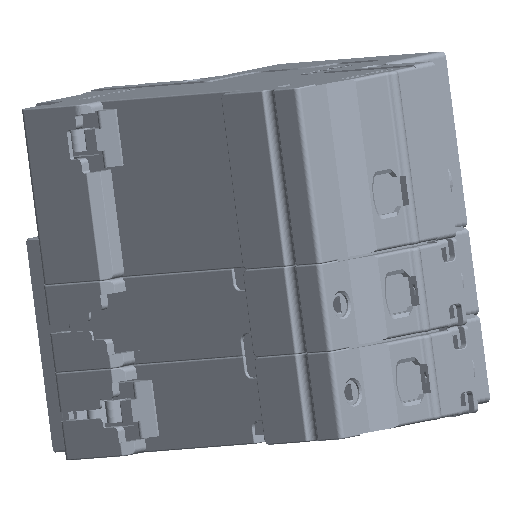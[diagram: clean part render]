
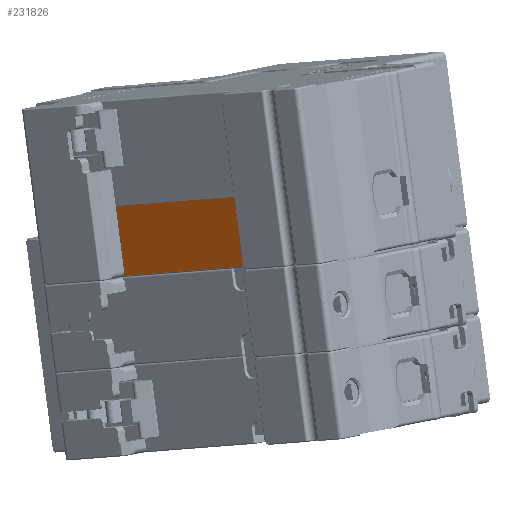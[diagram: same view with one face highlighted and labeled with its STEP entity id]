
A CAD part, front view. The second image highlights one B-rep face of the part: STEP entity #231826.
In plain terms, the highlighted planar face has unit normal (0.626, 0.769, 0.127).
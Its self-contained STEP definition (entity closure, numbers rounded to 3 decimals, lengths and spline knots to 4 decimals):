
#221890=DIRECTION('',(0.769,-0.636,0.06));
#221891=VECTOR('',#221890,1.4567);
#221892=CARTESIAN_POINT('',(0.5942,1.5695,
0.7531));
#221893=LINE('',#221892,#221891);
#223133=DIRECTION('',(-0.127,-0.061,0.99));
#223134=VECTOR('',#223133,0.5591);
#223135=CARTESIAN_POINT('',(1.7855,0.6763,
0.2866));
#223136=LINE('',#223135,#223134);
#223151=CARTESIAN_POINT('',(1.7855,0.6763,
0.2866));
#223153=DIRECTION('',(0.769,-0.636,0.06));
#223154=VECTOR('',#223153,1.4727);
#223155=CARTESIAN_POINT('',(0.6529,1.6136,
0.1987));
#223156=LINE('',#223155,#223154);
#223168=CARTESIAN_POINT('',(0.6244,1.6313,
0.2319));
#223169=DIRECTION('',(0.626,0.769,0.127));
#223170=DIRECTION('',(0.769,-0.636,0.06));
#223171=AXIS2_PLACEMENT_3D('',#223168,#223169,#223170);
#223173=DIRECTION('',(-0.127,-0.061,0.99));
#223174=VECTOR('',#223173,0.5236);
#223175=CARTESIAN_POINT('',(0.6607,1.6012,
0.2347));
#223176=LINE('',#223175,#223174);
#227646=VERTEX_POINT('',#223151);
#227647=CARTESIAN_POINT('',(0.6529,1.6136,
0.1987));
#227648=VERTEX_POINT('',#227647);
#227649=CARTESIAN_POINT('',(0.6607,1.6012,
0.2347));
#227650=VERTEX_POINT('',#227649);
#227651=CARTESIAN_POINT('',(0.5942,1.5695,
0.7531));
#227652=VERTEX_POINT('',#227651);
#227653=CARTESIAN_POINT('',(1.7145,0.6425,
0.8401));
#227654=VERTEX_POINT('',#227653);
#231812=CARTESIAN_POINT('',(1.1837,1.128,
0.5194));
#231813=DIRECTION('',(0.626,0.769,0.127));
#231814=DIRECTION('',(0.769,-0.636,0.06));
#231815=AXIS2_PLACEMENT_3D('',#231812,#231813,#231814);
#231816=PLANE('',#231815);
#231817=ORIENTED_EDGE('',*,*,#231803,.T.);
#231818=ORIENTED_EDGE('',*,*,#231780,.T.);
#231819=ORIENTED_EDGE('',*,*,#229971,.F.);
#231821=ORIENTED_EDGE('',*,*,#231820,.F.);
#231823=ORIENTED_EDGE('',*,*,#231822,.T.);
#231824=EDGE_LOOP('',(#231817,#231818,#231819,#231821,#231823));
#231825=FACE_OUTER_BOUND('',#231824,.F.);
#231826=ADVANCED_FACE('',(#231825),#231816,.T.);
#223172=CIRCLE('',#223171,0.0472);
#229971=EDGE_CURVE('',#227652,#227654,#221893,.T.);
#231780=EDGE_CURVE('',#227646,#227654,#223136,.T.);
#231803=EDGE_CURVE('',#227648,#227646,#223156,.T.);
#231820=EDGE_CURVE('',#227650,#227652,#223176,.T.);
#231822=EDGE_CURVE('',#227650,#227648,#223172,.T.);
